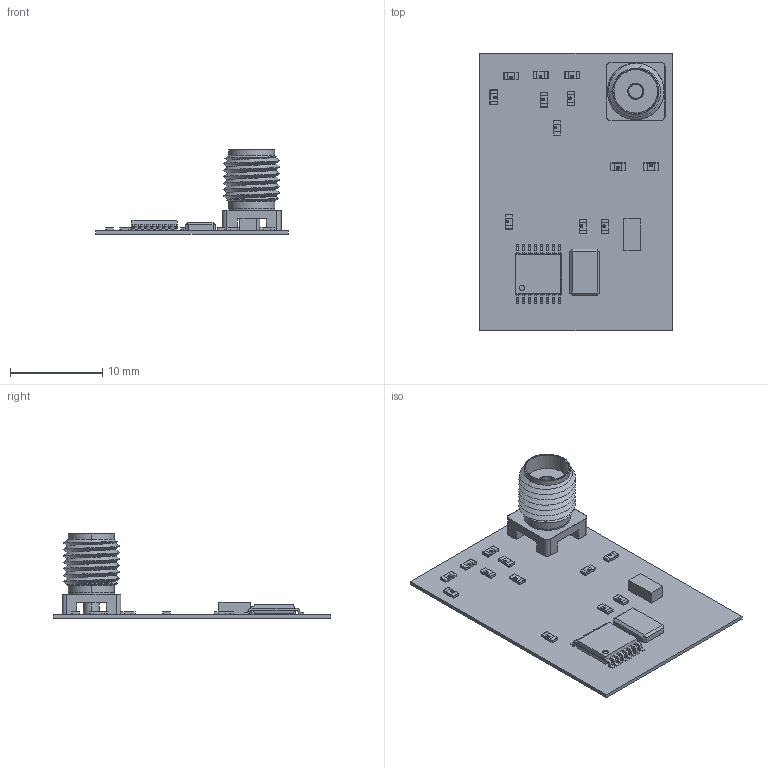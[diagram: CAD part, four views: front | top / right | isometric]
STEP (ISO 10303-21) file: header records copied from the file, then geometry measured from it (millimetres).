
FILE_DESCRIPTION(('Open CASCADE Model'),'2;1');
FILE_NAME('Open CASCADE Shape Model','2013-01-14T14:03:17',('Author'),( 'Open CASCADE'),'Open CASCADE STEP processor 6.2','Open CASCADE 6.2' ,'Unknown');
FILE_SCHEMA(('AUTOMOTIVE_DESIGN { 1 0 10303 214 1 1 1 1 }'));
Length unit declared in the file: millimetre
Products named in the file (26): PCB; Board; X1; User_Library-Crystal; R1; SW3dPS-0603_SMD_Capacitor; MRF49XA; User_Library-TSSOP-16-1; L3; L2; L1; J1; User_Library-SMA_132134; User_Library-SMA_132134_SMA_132134_Body; User_Library-SMA_132134_SMA_132134_Plastic; D1; C9; C8; C7; C6; C5; C3; 606430560; Extruded; C2; C1
Assembly tree (36 placements, depth 4):
  PCB
    Board
    X1
      User_Library-Crystal
    R1
      SW3dPS-0603_SMD_Capacitor
    MRF49XA
      User_Library-TSSOP-16-1
    L3
      SW3dPS-0603_SMD_Capacitor
    L2
      SW3dPS-0603_SMD_Capacitor
    L1
      SW3dPS-0603_SMD_Capacitor
    J1
      User_Library-SMA_132134
        User_Library-SMA_132134_SMA_132134_Body
        User_Library-SMA_132134_SMA_132134_Plastic
    D1
      SW3dPS-0603_SMD_Capacitor
    C9
      SW3dPS-0603_SMD_Capacitor
    C8
      SW3dPS-0603_SMD_Capacitor
    C7
      SW3dPS-0603_SMD_Capacitor
    C6
      SW3dPS-0603_SMD_Capacitor
    C5
      SW3dPS-0603_SMD_Capacitor
    C3
      606430560
        Extruded
    C2
      SW3dPS-0603_SMD_Capacitor
    C1
      SW3dPS-0603_SMD_Capacitor
Bounding box: 20.8 x 30 x 9.14 mm (x, y, z)
Volume: 474.5 mm3; surface area: 2095.1 mm2
Topology: 22 solids, 22 shells, 1453 faces, 3540 edges, 2103 vertices
Faces by surface type: plane 525, bspline 485, cylinder 342, sphere 96, cone 5
Entity records: 44179 total; most frequent: CARTESIAN_POINT 19019, DIRECTION 3549, ORIENTED_EDGE 2290, PCURVE 2290, DEFINITIONAL_REPRESENTATION 2290, LINE 2119, VECTOR 2119, EDGE_CURVE 1145
